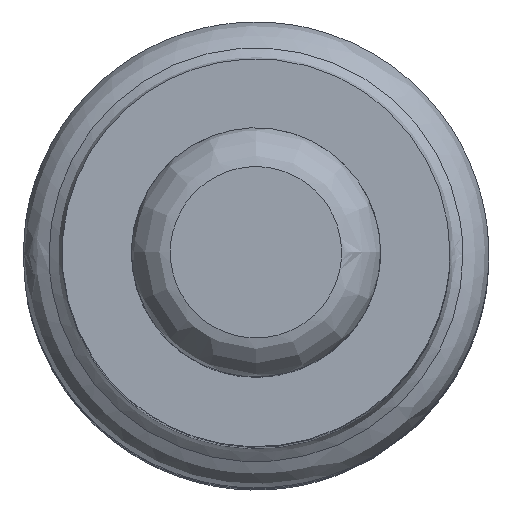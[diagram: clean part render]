
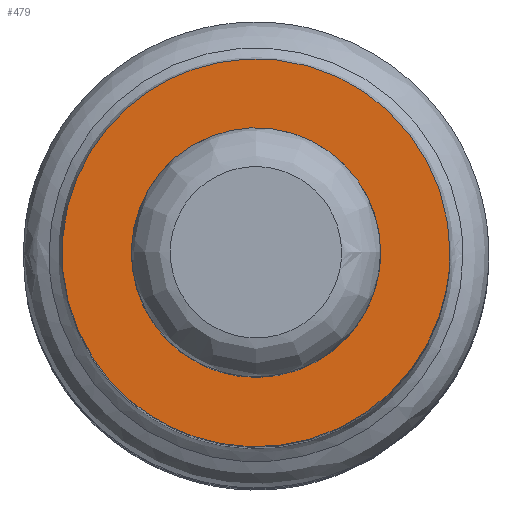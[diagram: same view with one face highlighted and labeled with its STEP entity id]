
A CAD part, top view. The second image highlights one B-rep face of the part: STEP entity #479.
In plain terms, the highlighted free-form (B-spline) face has degree [1, 1] with [2, 2] control points.
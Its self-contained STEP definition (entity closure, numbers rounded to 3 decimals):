
#431 = EDGE_CURVE('',#432,#432,#434,.T.);
#432 = VERTEX_POINT('',#433);
#433 = CARTESIAN_POINT('',(5.41,0.,
    102.111));
#434 = ( BOUNDED_CURVE() B_SPLINE_CURVE(2,(#435,#436,#437,#438,#439,#440
,#441),.UNSPECIFIED.,.T.,.F.) B_SPLINE_CURVE_WITH_KNOTS((1,2,2,2,2,1),(
    -2.094,0.,2.094,4.189,6.283,
8.378),.UNSPECIFIED.) CURVE() GEOMETRIC_REPRESENTATION_ITEM() 
RATIONAL_B_SPLINE_CURVE((1.,0.5,1.,0.5,1.,0.5,1.)) REPRESENTATION_ITEM(
  '') );
#435 = CARTESIAN_POINT('',(5.41,0.,
    102.111));
#436 = CARTESIAN_POINT('',(5.41,9.37,102.111
    ));
#437 = CARTESIAN_POINT('',(-2.705,4.685,102.111
    ));
#438 = CARTESIAN_POINT('',(-10.819,0.,
    102.111));
#439 = CARTESIAN_POINT('',(-2.705,-4.685,
    102.111));
#440 = CARTESIAN_POINT('',(5.41,-9.37,
    102.111));
#441 = CARTESIAN_POINT('',(5.41,0.,
    102.111));
#479 = ADVANCED_FACE('',(#480),#483,.T.);
#480 = FACE_BOUND('',#481,.T.);
#481 = EDGE_LOOP('',(#482));
#482 = ORIENTED_EDGE('',*,*,#431,.T.);
#483 = B_SPLINE_SURFACE_WITH_KNOTS('',1,1,(
    (#484,#485)
    ,(#486,#487
    )),.UNSPECIFIED.,.F.,.F.,.F.,(2,2),(2,2),(-4.98,4.98),(-4.98,4.98),
  .PIECEWISE_BEZIER_KNOTS.);
#484 = CARTESIAN_POINT('',(-5.41,-5.41,
    102.111));
#485 = CARTESIAN_POINT('',(-5.41,5.41,
    102.111));
#486 = CARTESIAN_POINT('',(5.41,-5.41,
    102.111));
#487 = CARTESIAN_POINT('',(5.41,5.41,102.111
    ));
